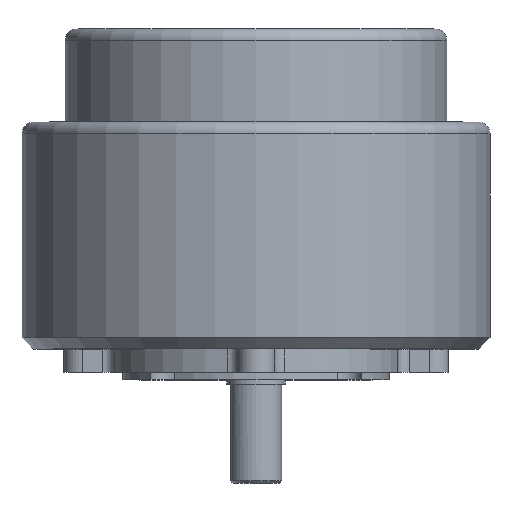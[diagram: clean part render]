
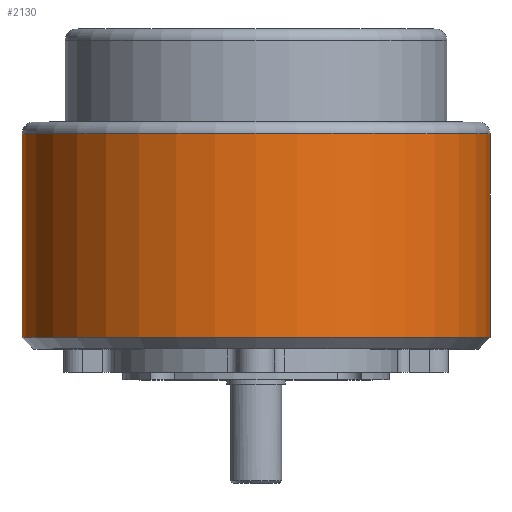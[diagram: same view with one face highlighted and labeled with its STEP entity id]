
A CAD part, top view. The second image highlights one B-rep face of the part: STEP entity #2130.
In plain terms, the highlighted cylindrical face has radius 100.5 mm (diameter 201 mm), a full revolution.
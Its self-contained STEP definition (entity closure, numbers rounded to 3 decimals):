
#2096=CARTESIAN_POINT('',(100.5,150.1,0.0));
#2097=VERTEX_POINT('',#2096);
#2098=CARTESIAN_POINT('',(0.0,150.1,0.0));
#2099=DIRECTION('',(0.0,-1.0,0.0));
#2100=DIRECTION('',(1.0,0.0,0.0));
#2101=AXIS2_PLACEMENT_3D('',#2098,#2099,#2100);
#2102=CIRCLE('',#2101,100.5);
#2103=EDGE_CURVE('',#2097,#2097,#2102,.T.);
#2111=CARTESIAN_POINT('',(0.0,106.35,0.0));
#2112=DIRECTION('',(0.0,-1.0,0.0));
#2113=DIRECTION('',(1.0,0.0,0.0));
#2114=AXIS2_PLACEMENT_3D('',#2111,#2112,#2113);
#2115=CYLINDRICAL_SURFACE('',#2114,100.5);
#2116=CARTESIAN_POINT('',(100.5,62.6,0.0));
#2117=VERTEX_POINT('',#2116);
#2118=CARTESIAN_POINT('',(0.0,62.6,0.0));
#2119=DIRECTION('',(0.0,-1.0,0.0));
#2120=DIRECTION('',(1.0,0.0,0.0));
#2121=AXIS2_PLACEMENT_3D('',#2118,#2119,#2120);
#2122=CIRCLE('',#2121,100.5);
#2123=EDGE_CURVE('',#2117,#2117,#2122,.T.);
#2124=ORIENTED_EDGE('',*,*,#2123,.F.);
#2125=EDGE_LOOP('',(#2124));
#2126=FACE_OUTER_BOUND('',#2125,.T.);
#2127=ORIENTED_EDGE('',*,*,#2103,.T.);
#2128=EDGE_LOOP('',(#2127));
#2129=FACE_BOUND('',#2128,.T.);
#2130=ADVANCED_FACE('',(#2126,#2129),#2115,.T.);
